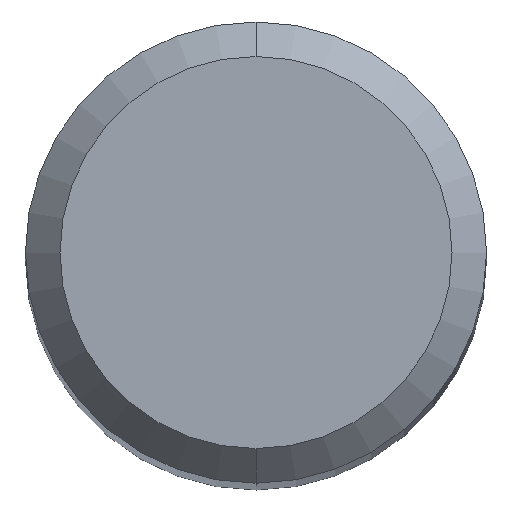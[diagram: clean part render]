
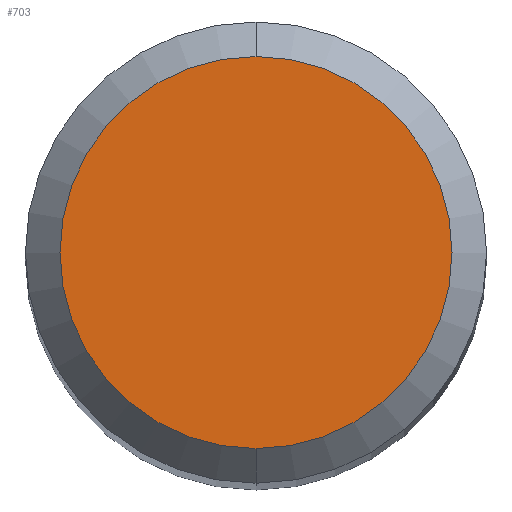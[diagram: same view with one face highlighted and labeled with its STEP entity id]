
A CAD part, top view. The second image highlights one B-rep face of the part: STEP entity #703.
In plain terms, the highlighted planar face has unit normal (0, 0, 1).
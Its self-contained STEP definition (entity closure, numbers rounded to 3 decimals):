
#375=EDGE_CURVE('',#613,#785,#1038,.T.);
#609=EDGE_CURVE('',#785,#613,#1296,.T.);
#613=VERTEX_POINT('',#1300);
#703=ADVANCED_FACE('',(#1398),#1399,.T.);
#785=VERTEX_POINT('',#1490);
#1038=CIRCLE('',#1783,1.7);
#1296=CIRCLE('',#3067,1.7);
#1300=CARTESIAN_POINT('',(0.,-1.7,0.0));
#1398=FACE_OUTER_BOUND('',#3421,.T.);
#1399=PLANE('',#3422);
#1490=CARTESIAN_POINT('',(0.0,1.7,0.0));
#1783=AXIS2_PLACEMENT_3D('',#4484,#4485,#4486);
#3067=AXIS2_PLACEMENT_3D('',#4759,#4760,#4761);
#3421=EDGE_LOOP('',(#4875,#4876));
#3422=AXIS2_PLACEMENT_3D('',#4877,#4878,#4879);
#4484=CARTESIAN_POINT('',(0.0,0.0,0.0));
#4485=DIRECTION('',(0.0,0.0,-1.0));
#4486=DIRECTION('',(0.0,1.0,0.0));
#4759=CARTESIAN_POINT('',(0.0,0.0,0.0));
#4760=DIRECTION('',(0.0,0.0,-1.0));
#4761=DIRECTION('',(0.0,1.0,0.0));
#4875=ORIENTED_EDGE('',*,*,#609,.F.);
#4876=ORIENTED_EDGE('',*,*,#375,.F.);
#4877=CARTESIAN_POINT('',(0.0,0.85,0.0));
#4878=DIRECTION('',(-0.0,0.0,1.0));
#4879=DIRECTION('',(0.0,-1.0,0.0));
